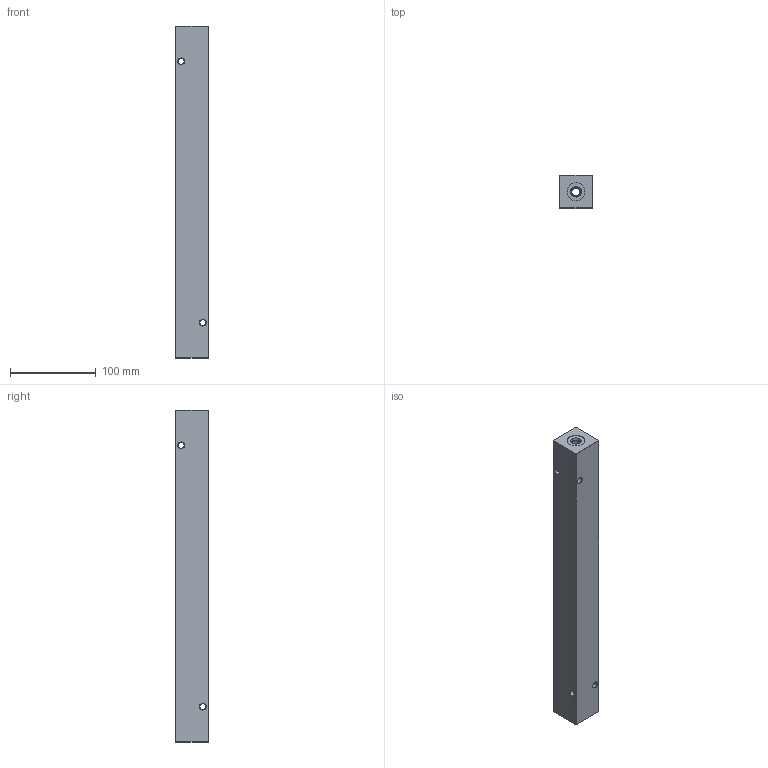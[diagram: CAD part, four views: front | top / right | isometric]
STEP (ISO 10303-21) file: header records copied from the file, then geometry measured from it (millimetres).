
FILE_DESCRIPTION (( 'STEP AP203' ), '1' );
FILE_NAME ('HM-10-0-S-4-4.STEP', '2020-09-28T20:39:13', ( '' ), ( '' ), 'SwSTEP 2.0', 'SolidWorks 2019', '' );
FILE_SCHEMA (( 'CONFIG_CONTROL_DESIGN' ));
Length unit declared in the file: inch
Products named in the file (1): HM-10-0-S-4-4
Bounding box: 38.1 x 38.1 x 387.35 mm (x, y, z)
Volume: 513553.5 mm3; surface area: 79305 mm2
Topology: 1 solids, 1 shells, 627 faces, 1640 edges, 1058 vertices
Faces by surface type: plane 256, bspline 177, cone 98, cylinder 96
Entity records: 28049 total; most frequent: CARTESIAN_POINT 13847, ORIENTED_EDGE 3280, DIRECTION 2294, EDGE_CURVE 1640, VERTEX_POINT 1058, LINE 908, VECTOR 908, EDGE_LOOP 704
